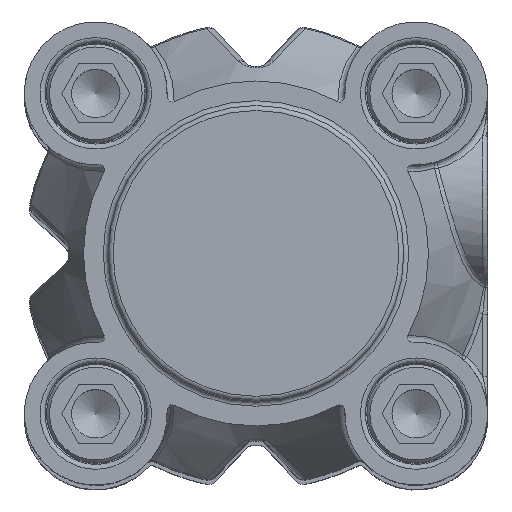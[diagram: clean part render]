
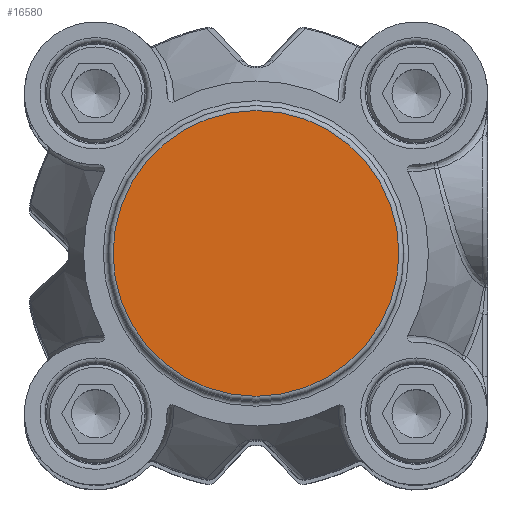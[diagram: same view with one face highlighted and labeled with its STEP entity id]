
A CAD part, top view. The second image highlights one B-rep face of the part: STEP entity #16580.
In plain terms, the highlighted planar face has unit normal (0, 0, 1).
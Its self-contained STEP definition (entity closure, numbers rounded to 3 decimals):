
#1475=PLANE('',#17913);
#2094=FACE_OUTER_BOUND('',#3084,.T.);
#3084=EDGE_LOOP('',(#12836,#12837));
#6572=CIRCLE('',#17914,14.5);
#6573=CIRCLE('',#17915,14.5);
#7741=VERTEX_POINT('',#27404);
#7742=VERTEX_POINT('',#27405);
#9606=EDGE_CURVE('',#7741,#7742,#6572,.T.);
#9607=EDGE_CURVE('',#7742,#7741,#6573,.T.);
#12836=ORIENTED_EDGE('',*,*,#9606,.F.);
#12837=ORIENTED_EDGE('',*,*,#9607,.F.);
#16580=ADVANCED_FACE('',(#2094),#1475,.F.);
#17913=AXIS2_PLACEMENT_3D('',#27403,#20483,#20484);
#17914=AXIS2_PLACEMENT_3D('',#27406,#20485,#20486);
#17915=AXIS2_PLACEMENT_3D('',#27407,#20487,#20488);
#20483=DIRECTION('center_axis',(0.,0.,-1.));
#20484=DIRECTION('ref_axis',(1.,0.,0.));
#20485=DIRECTION('center_axis',(0.,0.,-1.));
#20486=DIRECTION('ref_axis',(1.,0.,0.));
#20487=DIRECTION('center_axis',(0.,0.,-1.));
#20488=DIRECTION('ref_axis',(1.,0.,0.));
#27403=CARTESIAN_POINT('Origin',(-27.627,0.,36.5));
#27404=CARTESIAN_POINT('',(-14.5,0.,36.5));
#27405=CARTESIAN_POINT('',(14.5,0.,36.5));
#27406=CARTESIAN_POINT('Origin',(0.,0.,36.5));
#27407=CARTESIAN_POINT('Origin',(0.,0.,36.5));
